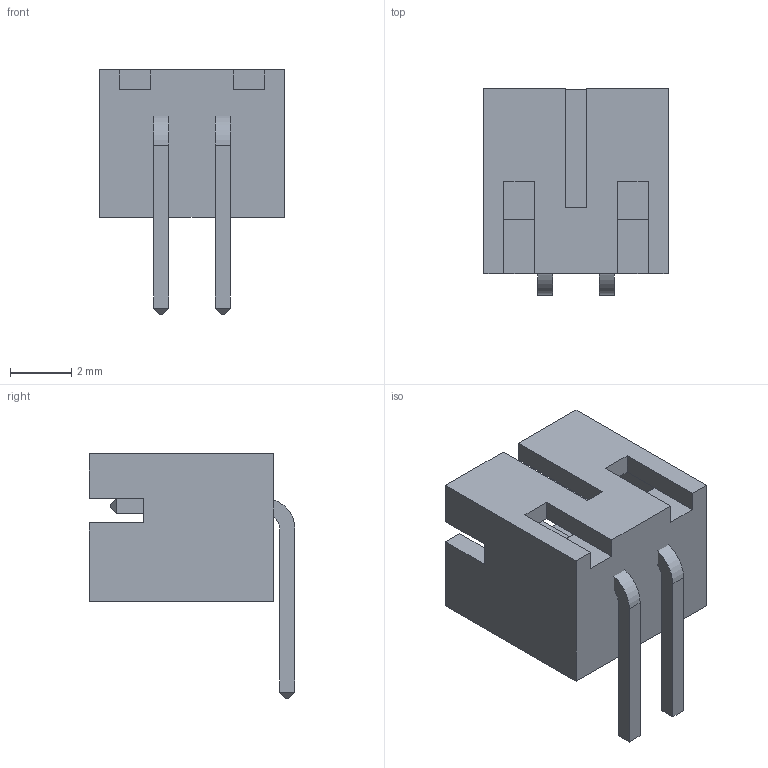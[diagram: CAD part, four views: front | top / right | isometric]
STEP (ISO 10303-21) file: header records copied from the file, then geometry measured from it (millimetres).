
FILE_DESCRIPTION (( 'STEP AP214' ), '1' );
FILE_NAME ('User Library-PH2.0-2P-1.STEP', '2021-03-16T06:33:00', ( '' ), ( '' ), 'SwSTEP 2.0', 'SolidWorks 2020', '' );
FILE_SCHEMA (( 'AUTOMOTIVE_DESIGN' ));
Length unit declared in the file: millimetre
Products named in the file (1): User Library-PH2.0-2P-1
Bounding box: 6 x 6.7 x 7.95 mm (x, y, z)
Surface area: 304.3 mm2 (no closed solid volume)
Topology: 0 solids, 32 shells, 66 faces, 252 edges, 220 vertices
Faces by surface type: plane 62, cylinder 4
Entity records: 2652 total; most frequent: CARTESIAN_POINT 539, DIRECTION 394, ORIENTED_EDGE 332, EDGE_CURVE 252, LINE 244, VECTOR 244, VERTEX_POINT 220, AXIS2_PLACEMENT_3D 75
